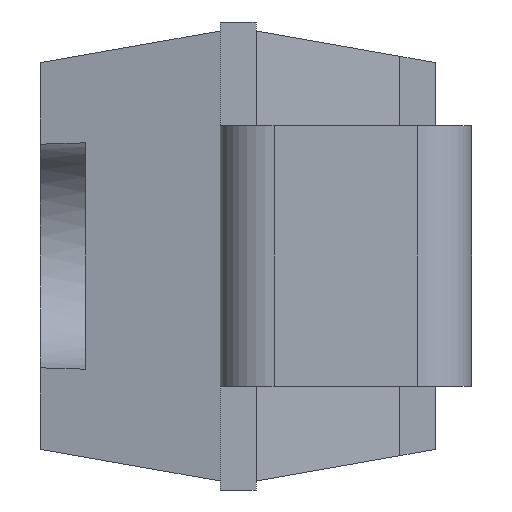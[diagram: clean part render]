
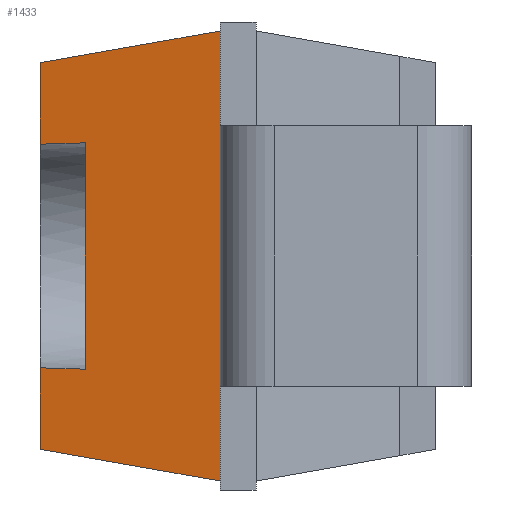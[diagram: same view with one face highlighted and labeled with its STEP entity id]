
A CAD part, left-side view. The second image highlights one B-rep face of the part: STEP entity #1433.
In plain terms, the highlighted planar face has unit normal (-0.985, 0.174, 0).
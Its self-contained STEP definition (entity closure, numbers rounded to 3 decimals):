
#4 = LINE ( 'NONE', #613, #585 ) ;
#15 = CARTESIAN_POINT ( 'NONE',  ( -1.956, 2.4, -1.076 ) ) ;
#26 = CARTESIAN_POINT ( 'NONE',  ( -1.899, 2.725, -1.019 ) ) ;
#38 = DIRECTION ( 'NONE',  ( 0., 0., -1. ) ) ;
#55 = EDGE_CURVE ( 'NONE', #1413, #778, #885, .T. ) ;
#104 = ORIENTED_EDGE ( 'NONE', *, *, #1269, .F. ) ;
#119 = EDGE_CURVE ( 'NONE', #582, #506, #260, .T. ) ;
#155 = CARTESIAN_POINT ( 'NONE',  ( -1.956, 2.4, -0.623 ) ) ;
#169 = LINE ( 'NONE', #540, #1048 ) ;
#202 = ORIENTED_EDGE ( 'NONE', *, *, #55, .F. ) ;
#245 = PLANE ( 'NONE',  #1457 ) ;
#253 = DIRECTION ( 'NONE',  ( 0., 0., -1. ) ) ;
#260 =( BOUNDED_CURVE ( )  B_SPLINE_CURVE ( 3, ( #1044, #924, #556, #1512 ),
 .UNSPECIFIED., .F., .F. ) 
 B_SPLINE_CURVE_WITH_KNOTS ( ( 4, 4 ),
 ( 4.84, 4.911 ),
 .UNSPECIFIED. ) 
 CURVE ( )  GEOMETRIC_REPRESENTATION_ITEM ( )  RATIONAL_B_SPLINE_CURVE ( ( 1., 1., 1., 1. ) ) 
 REPRESENTATION_ITEM ( '' )  );
#266 = LINE ( 'NONE', #1113, #1212 ) ;
#289 = VERTEX_POINT ( 'NONE', #1082 ) ;
#293 = DIRECTION ( 'NONE',  ( -0.171, -0.97, 0.171 ) ) ;
#310 = ORIENTED_EDGE ( 'NONE', *, *, #627, .F. ) ;
#349 = DIRECTION ( 'NONE',  ( 0., 0., 1. ) ) ;
#364 = VECTOR ( 'NONE', #349, 1000. ) ;
#389 = ORIENTED_EDGE ( 'NONE', *, *, #1474, .F. ) ;
#427 = EDGE_CURVE ( 'NONE', #582, #755, #266, .T. ) ;
#506 = VERTEX_POINT ( 'NONE', #1510 ) ;
#522 = CARTESIAN_POINT ( 'NONE',  ( -2., 2.15, -0.63 ) ) ;
#540 = CARTESIAN_POINT ( 'NONE',  ( -2.132, 1.4, -1.253 ) ) ;
#556 = CARTESIAN_POINT ( 'NONE',  ( -1.971, 2.317, 0.626 ) ) ;
#582 = VERTEX_POINT ( 'NONE', #1449 ) ;
#585 = VECTOR ( 'NONE', #1220, 1000. ) ;
#603 = VERTEX_POINT ( 'NONE', #15 ) ;
#613 = CARTESIAN_POINT ( 'NONE',  ( -1.956, 2.4, 1.252 ) ) ;
#627 = EDGE_CURVE ( 'NONE', #289, #755, #1504, .T. ) ;
#645 = CARTESIAN_POINT ( 'NONE',  ( -2.132, 1.4, 1.252 ) ) ;
#656 = DIRECTION ( 'NONE',  ( 0., 0., -1. ) ) ;
#720 = DIRECTION ( 'NONE',  ( -0.985, 0.174, 0. ) ) ;
#750 = CARTESIAN_POINT ( 'NONE',  ( -2., 2.15, -0.63 ) ) ;
#755 = VERTEX_POINT ( 'NONE', #522 ) ;
#778 = VERTEX_POINT ( 'NONE', #645 ) ;
#814 = VECTOR ( 'NONE', #831, 1000. ) ;
#817 = VERTEX_POINT ( 'NONE', #1489 ) ;
#830 = ORIENTED_EDGE ( 'NONE', *, *, #427, .T. ) ;
#831 = DIRECTION ( 'NONE',  ( -0.171, -0.97, -0.171 ) ) ;
#885 = LINE ( 'NONE', #1369, #1290 ) ;
#924 = CARTESIAN_POINT ( 'NONE',  ( -1.985, 2.234, 0.628 ) ) ;
#936 = ORIENTED_EDGE ( 'NONE', *, *, #119, .F. ) ;
#941 = CARTESIAN_POINT ( 'NONE',  ( -1.956, 2.4, 1.252 ) ) ;
#1006 = EDGE_CURVE ( 'NONE', #603, #817, #1346, .T. ) ;
#1026 = ORIENTED_EDGE ( 'NONE', *, *, #1054, .F. ) ;
#1044 = CARTESIAN_POINT ( 'NONE',  ( -2., 2.15, 0.63 ) ) ;
#1048 = VECTOR ( 'NONE', #656, 1000. ) ;
#1054 = EDGE_CURVE ( 'NONE', #506, #1413, #4, .T. ) ;
#1067 = CARTESIAN_POINT ( 'NONE',  ( -1.956, 2.4, 0. ) ) ;
#1082 = CARTESIAN_POINT ( 'NONE',  ( -1.956, 2.4, -0.623 ) ) ;
#1089 = CARTESIAN_POINT ( 'NONE',  ( -1.971, 2.317, -0.626 ) ) ;
#1113 = CARTESIAN_POINT ( 'NONE',  ( -2., 2.15, 0. ) ) ;
#1212 = VECTOR ( 'NONE', #38, 1000. ) ;
#1220 = DIRECTION ( 'NONE',  ( 0., 0., 1. ) ) ;
#1269 = EDGE_CURVE ( 'NONE', #603, #289, #1542, .T. ) ;
#1290 = VECTOR ( 'NONE', #293, 1000. ) ;
#1317 = EDGE_LOOP ( 'NONE', ( #310, #104, #1437, #389, #202, #1026, #936, #830 ) ) ;
#1320 = CARTESIAN_POINT ( 'NONE',  ( -1.956, 2.4, 1.076 ) ) ;
#1328 = FACE_OUTER_BOUND ( 'NONE', #1317, .T. ) ;
#1346 = LINE ( 'NONE', #26, #814 ) ;
#1369 = CARTESIAN_POINT ( 'NONE',  ( -1.925, 2.579, 1.045 ) ) ;
#1413 = VERTEX_POINT ( 'NONE', #1320 ) ;
#1433 = ADVANCED_FACE ( 'NONE', ( #1328 ), #245, .T. ) ;
#1437 = ORIENTED_EDGE ( 'NONE', *, *, #1006, .T. ) ;
#1449 = CARTESIAN_POINT ( 'NONE',  ( -2., 2.15, 0.63 ) ) ;
#1456 = CARTESIAN_POINT ( 'NONE',  ( -1.985, 2.234, -0.628 ) ) ;
#1457 = AXIS2_PLACEMENT_3D ( 'NONE', #1067, #720, #253 ) ;
#1474 = EDGE_CURVE ( 'NONE', #778, #817, #169, .T. ) ;
#1489 = CARTESIAN_POINT ( 'NONE',  ( -2.132, 1.4, -1.253 ) ) ;
#1504 =( BOUNDED_CURVE ( )  B_SPLINE_CURVE ( 3, ( #155, #1089, #1456, #750 ),
 .UNSPECIFIED., .F., .F. ) 
 B_SPLINE_CURVE_WITH_KNOTS ( ( 4, 4 ),
 ( 1.373, 1.443 ),
 .UNSPECIFIED. ) 
 CURVE ( )  GEOMETRIC_REPRESENTATION_ITEM ( )  RATIONAL_B_SPLINE_CURVE ( ( 1., 1., 1., 1. ) ) 
 REPRESENTATION_ITEM ( '' )  );
#1510 = CARTESIAN_POINT ( 'NONE',  ( -1.956, 2.4, 0.623 ) ) ;
#1512 = CARTESIAN_POINT ( 'NONE',  ( -1.956, 2.4, 0.623 ) ) ;
#1542 = LINE ( 'NONE', #941, #364 ) ;
